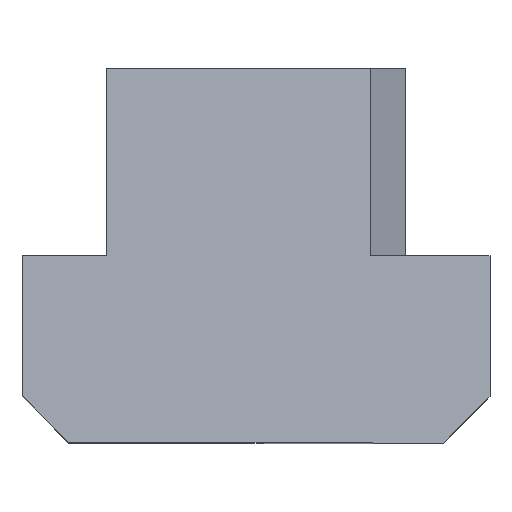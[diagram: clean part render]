
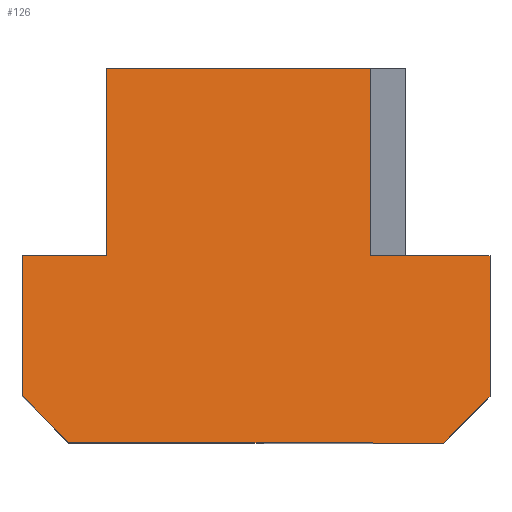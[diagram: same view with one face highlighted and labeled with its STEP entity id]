
A CAD part, top view. The second image highlights one B-rep face of the part: STEP entity #126.
In plain terms, the highlighted planar face has unit normal (0.574, 0, 0.819).
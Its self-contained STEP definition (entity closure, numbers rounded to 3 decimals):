
#108=VERTEX_POINT('',#274);
#110=VERTEX_POINT('',#276);
#118=EDGE_CURVE('',#214,#108,#285,.T.);
#122=EDGE_CURVE('',#108,#244,#290,.T.);
#126=ADVANCED_FACE('',(#294),#295,.F.);
#132=EDGE_CURVE('',#244,#176,#303,.T.);
#142=VERTEX_POINT('',#314);
#148=EDGE_CURVE('',#192,#198,#320,.T.);
#152=EDGE_CURVE('',#110,#166,#324,.T.);
#166=VERTEX_POINT('',#338);
#170=EDGE_CURVE('',#176,#202,#342,.T.);
#176=VERTEX_POINT('',#348);
#178=EDGE_CURVE('',#198,#214,#350,.T.);
#192=VERTEX_POINT('',#365);
#194=EDGE_CURVE('',#110,#192,#367,.T.);
#198=VERTEX_POINT('',#371);
#202=VERTEX_POINT('',#375);
#204=EDGE_CURVE('',#142,#166,#377,.T.);
#214=VERTEX_POINT('',#388);
#238=EDGE_CURVE('',#202,#142,#417,.T.);
#244=VERTEX_POINT('',#423);
#274=CARTESIAN_POINT('',(-6.0,-6.0,10.061));
#276=CARTESIAN_POINT('',(3.664,0.0,3.294));
#285=LINE('',#463,#464);
#290=LINE('',#470,#471);
#294=FACE_OUTER_BOUND('',#475,.T.);
#295=PLANE('',#476);
#303=LINE('',#485,#486);
#314=CARTESIAN_POINT('',(-4.8,6.0,9.221));
#320=LINE('',#512,#513);
#324=LINE('',#520,#521);
#338=CARTESIAN_POINT('',(3.664,6.0,3.294));
#342=LINE('',#546,#547);
#348=CARTESIAN_POINT('',(-7.5,0.,11.111));
#350=LINE('',#560,#561);
#365=CARTESIAN_POINT('',(7.5,0.0,0.608));
#367=LINE('',#583,#584);
#371=CARTESIAN_POINT('',(7.5,-4.5,0.608));
#375=CARTESIAN_POINT('',(-4.8,0.,9.221));
#377=LINE('',#597,#598);
#388=CARTESIAN_POINT('',(6.0,-6.0,1.658));
#417=LINE('',#653,#654);
#423=CARTESIAN_POINT('',(-7.5,-4.5,11.111));
#463=CARTESIAN_POINT('',(-4.019,-6.0,8.674));
#464=VECTOR('',#686,1.);
#470=CARTESIAN_POINT('',(-6.622,-5.378,10.496));
#471=VECTOR('',#695,1.0);
#475=EDGE_LOOP('',(#697,#698,#699,#700,#701,#702,#703,#704,#705,#706));
#476=AXIS2_PLACEMENT_3D('',#707,#708,#709);
#485=CARTESIAN_POINT('',(-7.5,0.,11.111));
#486=VECTOR('',#727,1.0);
#512=CARTESIAN_POINT('',(7.5,-2.25,0.608));
#513=VECTOR('',#746,1.0);
#520=CARTESIAN_POINT('',(3.664,3.5,3.294));
#521=VECTOR('',#748,1.0);
#546=CARTESIAN_POINT('',(-3.617,0.,8.392));
#547=VECTOR('',#752,1.);
#560=CARTESIAN_POINT('',(3.618,-8.382,3.326));
#561=VECTOR('',#755,1.0);
#583=CARTESIAN_POINT('',(0.51,0.,5.503));
#584=VECTOR('',#766,1.);
#597=CARTESIAN_POINT('',(-0.396,6.0,6.137));
#598=VECTOR('',#768,1.);
#653=CARTESIAN_POINT('',(-4.8,3.0,9.221));
#654=VECTOR('',#827,1.0);
#686=DIRECTION('',(-0.819,0.,0.574));
#695=DIRECTION('',(-0.634,0.634,0.444));
#697=ORIENTED_EDGE('',*,*,#194,.F.);
#698=ORIENTED_EDGE('',*,*,#152,.T.);
#699=ORIENTED_EDGE('',*,*,#204,.F.);
#700=ORIENTED_EDGE('',*,*,#238,.F.);
#701=ORIENTED_EDGE('',*,*,#170,.F.);
#702=ORIENTED_EDGE('',*,*,#132,.F.);
#703=ORIENTED_EDGE('',*,*,#122,.F.);
#704=ORIENTED_EDGE('',*,*,#118,.F.);
#705=ORIENTED_EDGE('',*,*,#178,.F.);
#706=ORIENTED_EDGE('',*,*,#148,.F.);
#707=CARTESIAN_POINT('',(0.0,0.,5.86));
#708=DIRECTION('',(-0.574,0.,-0.819));
#709=DIRECTION('',(0.819,0.,-0.574));
#727=DIRECTION('',(0.0,1.0,0.));
#746=DIRECTION('',(0.0,-1.0,0.));
#748=DIRECTION('',(0.,1.0,0.));
#752=DIRECTION('',(0.819,0.,-0.574));
#755=DIRECTION('',(-0.634,-0.634,0.444));
#766=DIRECTION('',(0.819,0.,-0.574));
#768=DIRECTION('',(0.819,0.,-0.574));
#827=DIRECTION('',(0.0,1.0,0.));
